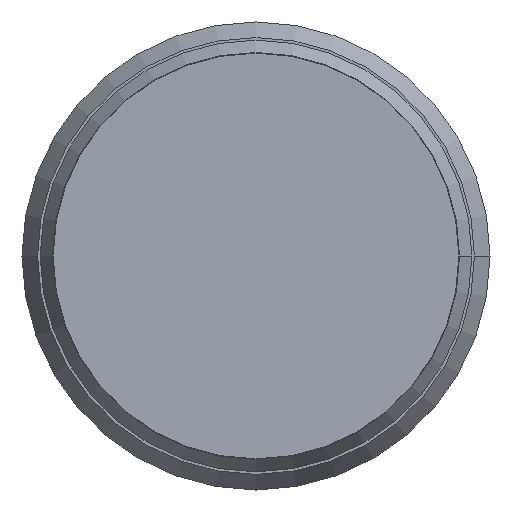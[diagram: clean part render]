
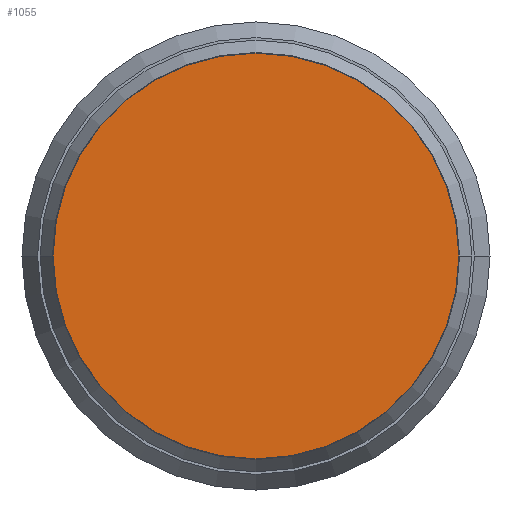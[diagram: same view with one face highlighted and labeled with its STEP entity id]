
A CAD part, front view. The second image highlights one B-rep face of the part: STEP entity #1055.
In plain terms, the highlighted planar face has unit normal (0, -1, 0).
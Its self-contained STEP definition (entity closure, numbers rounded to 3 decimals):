
#45=CARTESIAN_POINT('',(0.,-0.8,0.));
#46=DIRECTION('',(0.,1.,0.));
#47=DIRECTION('',(1.,0.,0.));
#48=AXIS2_PLACEMENT_3D('',#45,#46,#47);
#87=CARTESIAN_POINT('',(0.,-0.8,0.));
#88=DIRECTION('',(0.,-1.,0.));
#89=DIRECTION('',(1.,0.,0.));
#90=AXIS2_PLACEMENT_3D('',#87,#88,#89);
#912=CARTESIAN_POINT('',(7.8,-0.8,0.));
#913=CARTESIAN_POINT('',(-7.8,-0.8,0.));
#914=VERTEX_POINT('',#912);
#915=VERTEX_POINT('',#913);
#1044=CARTESIAN_POINT('',(0.,-0.8,0.));
#1045=DIRECTION('',(0.,-1.,0.));
#1046=DIRECTION('',(-1.,0.,0.));
#1047=AXIS2_PLACEMENT_3D('',#1044,#1045,#1046);
#1048=PLANE('',#1047);
#1050=ORIENTED_EDGE('',*,*,#1049,.T.);
#1052=ORIENTED_EDGE('',*,*,#1051,.F.);
#1053=EDGE_LOOP('',(#1050,#1052));
#1054=FACE_OUTER_BOUND('',#1053,.F.);
#1055=ADVANCED_FACE('',(#1054),#1048,.T.);
#49=CIRCLE('',#48,7.8);
#91=CIRCLE('',#90,7.8);
#1049=EDGE_CURVE('',#914,#915,#49,.T.);
#1051=EDGE_CURVE('',#914,#915,#91,.T.);
